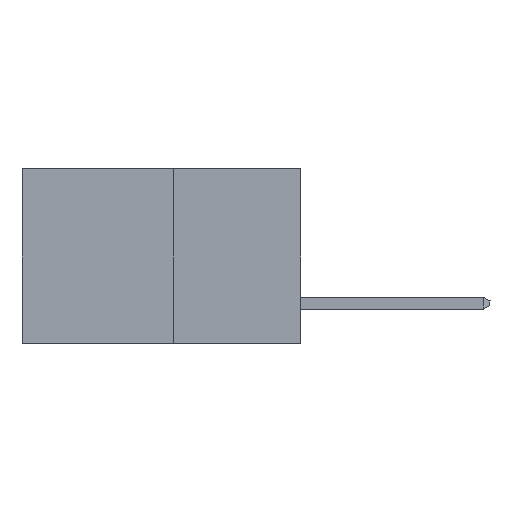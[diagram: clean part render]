
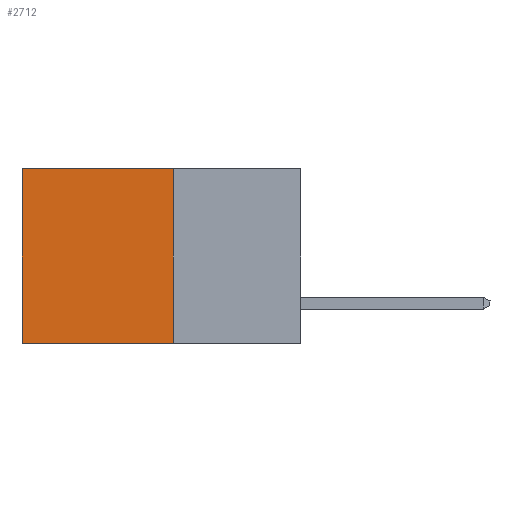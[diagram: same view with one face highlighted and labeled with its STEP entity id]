
A CAD part, left-side view. The second image highlights one B-rep face of the part: STEP entity #2712.
In plain terms, the highlighted planar face has unit normal (-1, 0, 0).
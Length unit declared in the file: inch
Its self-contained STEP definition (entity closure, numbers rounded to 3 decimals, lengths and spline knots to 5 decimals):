
#597 = VERTEX_POINT ( 'NONE', #9411 ) ;
#909 = VECTOR ( 'NONE', #6833, 39.37008 ) ;
#963 = DIRECTION ( 'NONE',  ( 0., 1., 0. ) ) ;
#1194 = LINE ( 'NONE', #7071, #909 ) ;
#1215 = CARTESIAN_POINT ( 'NONE',  ( 0.277, 0.59, 0. ) ) ;
#1491 = ORIENTED_EDGE ( 'NONE', *, *, #2306, .F. ) ;
#1824 = DIRECTION ( 'NONE',  ( 0., 1., 0. ) ) ;
#2306 = EDGE_CURVE ( 'NONE', #5065, #597, #9479, .T. ) ;
#2712 = ADVANCED_FACE ( 'NONE', ( #7864 ), #3220, .F. ) ;
#3039 = CARTESIAN_POINT ( 'NONE',  ( 0.277, 0.27, -0.37 ) ) ;
#3220 = PLANE ( 'NONE',  #7319 ) ;
#3706 = ORIENTED_EDGE ( 'NONE', *, *, #5614, .F. ) ;
#3891 = DIRECTION ( 'NONE',  ( 1., 0., 0. ) ) ;
#4271 = CARTESIAN_POINT ( 'NONE',  ( 0.277, 0.27, -0.37 ) ) ;
#4346 = CARTESIAN_POINT ( 'NONE',  ( 0.277, 0.27, 0. ) ) ;
#4398 = EDGE_LOOP ( 'NONE', ( #9981, #1491, #3706, #8172 ) ) ;
#5065 = VERTEX_POINT ( 'NONE', #10272 ) ;
#5545 = EDGE_CURVE ( 'NONE', #9588, #597, #6237, .T. ) ;
#5614 = EDGE_CURVE ( 'NONE', #5947, #5065, #1194, .T. ) ;
#5669 = VECTOR ( 'NONE', #1824, 39.37008 ) ;
#5677 = CARTESIAN_POINT ( 'NONE',  ( 0.277, 0.27, 0. ) ) ;
#5947 = VERTEX_POINT ( 'NONE', #5677 ) ;
#6072 = VECTOR ( 'NONE', #963, 39.37008 ) ;
#6237 = LINE ( 'NONE', #8261, #8155 ) ;
#6833 = DIRECTION ( 'NONE',  ( 0., 0., -1. ) ) ;
#7071 = CARTESIAN_POINT ( 'NONE',  ( 0.277, 0.27, -0.37 ) ) ;
#7319 = AXIS2_PLACEMENT_3D ( 'NONE', #4271, #3891, #7534 ) ;
#7534 = DIRECTION ( 'NONE',  ( 0., 0., -1. ) ) ;
#7864 = FACE_OUTER_BOUND ( 'NONE', #4398, .T. ) ;
#8155 = VECTOR ( 'NONE', #10557, 39.37008 ) ;
#8172 = ORIENTED_EDGE ( 'NONE', *, *, #10198, .T. ) ;
#8261 = CARTESIAN_POINT ( 'NONE',  ( 0.277, 0.59, -0.37 ) ) ;
#9411 = CARTESIAN_POINT ( 'NONE',  ( 0.277, 0.59, -0.37 ) ) ;
#9479 = LINE ( 'NONE', #3039, #5669 ) ;
#9588 = VERTEX_POINT ( 'NONE', #1215 ) ;
#9981 = ORIENTED_EDGE ( 'NONE', *, *, #5545, .T. ) ;
#10198 = EDGE_CURVE ( 'NONE', #5947, #9588, #10265, .T. ) ;
#10265 = LINE ( 'NONE', #4346, #6072 ) ;
#10272 = CARTESIAN_POINT ( 'NONE',  ( 0.277, 0.27, -0.37 ) ) ;
#10557 = DIRECTION ( 'NONE',  ( 0., 0., -1. ) ) ;
